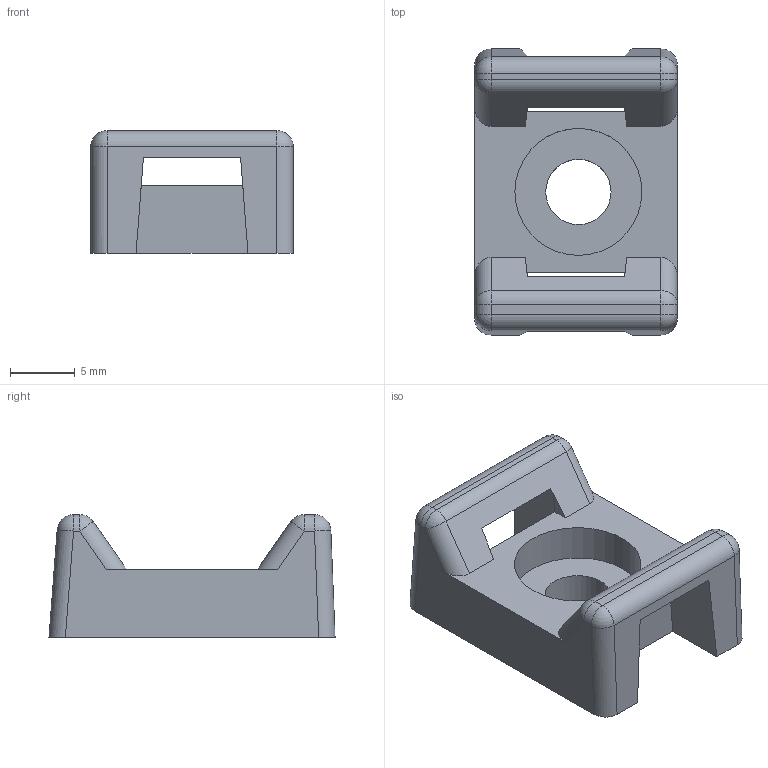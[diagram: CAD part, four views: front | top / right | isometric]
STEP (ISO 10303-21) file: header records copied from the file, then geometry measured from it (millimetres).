
FILE_DESCRIPTION(/* description */ (''),/* implementation_level */ '2;1');
FILE_NAME(/* name */ 'PANDUIT_TM3S10',/* time_stamp */ '2011-11-30T10:59:27-06:00',/* author */ (''),/* organization */ (''),/* preprocessor_version */ 'ST-DEVELOPER v9',/* originating_system */ 'UGS - NX 3.0',/* authorisation */ '');
FILE_SCHEMA (('CONFIG_CONTROL_DESIGN'));
Length unit declared in the file: inch
Products named in the file (1): bwg2080hdx5
Bounding box: 15.7 x 22.16 x 9.51 mm (x, y, z)
Volume: 1488.8 mm3; surface area: 1440.2 mm2
Topology: 1 solids, 1 shells, 49 faces, 130 edges, 72 vertices
Faces by surface type: plane 23, cylinder 18, sphere 8
Full cylindrical faces by diameter (mm): 5.055 x1, 9.83 x1
Entity records: 1518 total; most frequent: DIRECTION 256, CARTESIAN_POINT 242, ORIENTED_EDGE 240, EDGE_CURVE 120, AXIS2_PLACEMENT_3D 86, LINE 84, VECTOR 84, VERTEX_POINT 72
